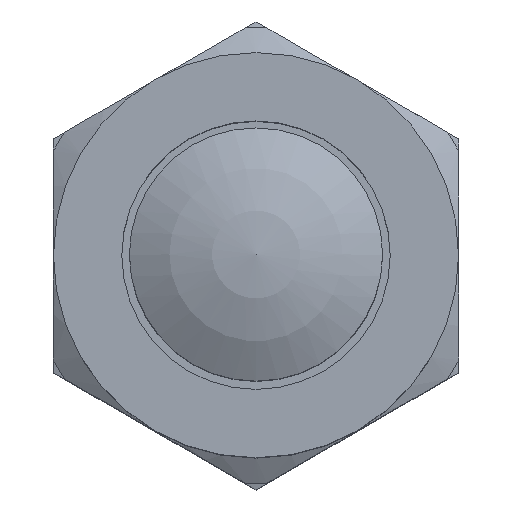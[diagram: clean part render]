
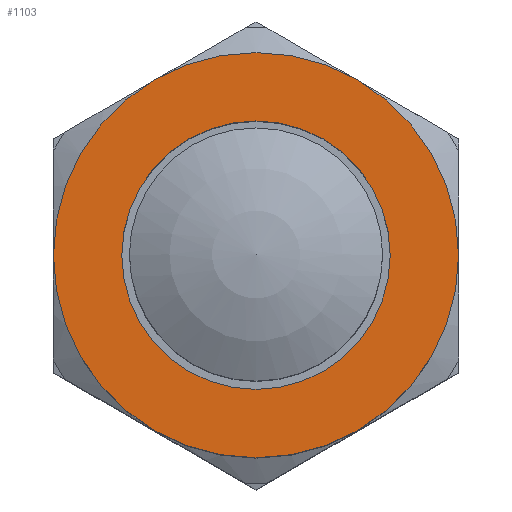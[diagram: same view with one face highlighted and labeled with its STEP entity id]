
A CAD part, top view. The second image highlights one B-rep face of the part: STEP entity #1103.
In plain terms, the highlighted face is planar.
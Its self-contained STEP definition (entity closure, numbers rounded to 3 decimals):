
#120=PLANE('',#1261);
#371=ORIENTED_EDGE('',*,*,#628,.F.);
#372=ORIENTED_EDGE('',*,*,#629,.T.);
#628=EDGE_CURVE('',#738,#738,#806,.T.);
#629=EDGE_CURVE('',#739,#739,#807,.T.);
#738=VERTEX_POINT('',#2069);
#739=VERTEX_POINT('',#2071);
#806=CIRCLE('',#1262,16.);
#807=CIRCLE('',#1263,10.6);
#877=EDGE_LOOP('',(#371));
#878=EDGE_LOOP('',(#372));
#977=FACE_BOUND('',#877,.T.);
#978=FACE_BOUND('',#878,.T.);
#1103=ADVANCED_FACE('',(#977,#978),#120,.F.);
#1261=AXIS2_PLACEMENT_3D('',#2067,#1538,#1539);
#1262=AXIS2_PLACEMENT_3D('',#2068,#1540,#1541);
#1263=AXIS2_PLACEMENT_3D('',#2070,#1542,#1543);
#1538=DIRECTION('',(1.,0.,0.));
#1539=DIRECTION('',(0.,0.,-1.));
#1540=DIRECTION('',(1.,0.,0.));
#1541=DIRECTION('',(0.,0.,-1.));
#1542=DIRECTION('',(1.,0.,0.));
#1543=DIRECTION('',(0.,0.,-1.));
#2067=CARTESIAN_POINT('',(-33.,0.,0.));
#2068=CARTESIAN_POINT('',(-33.,0.,0.));
#2069=CARTESIAN_POINT('',(-33.,0.,-16.));
#2070=CARTESIAN_POINT('',(-33.,0.,0.));
#2071=CARTESIAN_POINT('',(-33.,0.,-10.6));
